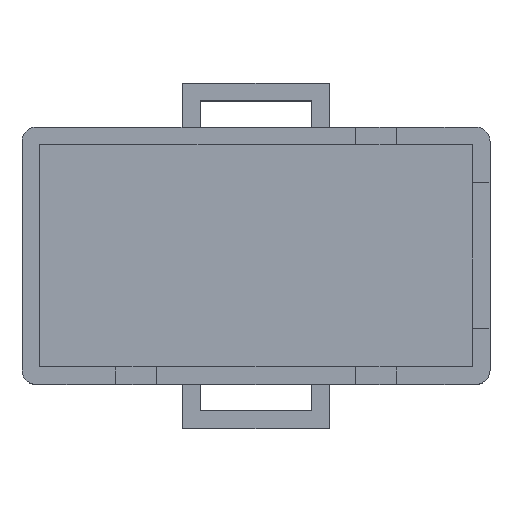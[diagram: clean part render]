
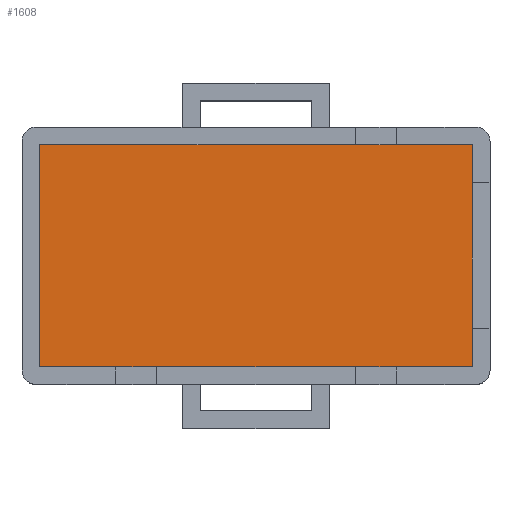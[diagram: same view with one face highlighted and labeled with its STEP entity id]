
A CAD part, top view. The second image highlights one B-rep face of the part: STEP entity #1608.
In plain terms, the highlighted planar face has unit normal (0, 0, 1).
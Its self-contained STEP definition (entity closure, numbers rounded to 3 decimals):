
#32=PLANE('',#1735);
#116=LINE('',#3365,#280);
#129=LINE('',#3391,#293);
#131=LINE('',#3395,#295);
#132=LINE('',#3398,#296);
#135=LINE('',#3402,#299);
#140=LINE('',#3413,#304);
#141=LINE('',#3415,#305);
#142=LINE('',#3416,#306);
#280=VECTOR('',#1945,10.);
#293=VECTOR('',#1966,10.);
#295=VECTOR('',#1970,10.);
#296=VECTOR('',#1973,10.);
#299=VECTOR('',#1976,10.);
#304=VECTOR('',#1983,10.);
#305=VECTOR('',#1984,10.);
#306=VECTOR('',#1985,10.);
#453=FACE_OUTER_BOUND('',#544,.T.);
#544=EDGE_LOOP('',(#1290,#1291,#1292,#1293,#1294,#1295,#1296,#1297));
#749=VERTEX_POINT('',#3362);
#750=VERTEX_POINT('',#3364);
#759=VERTEX_POINT('',#3389);
#760=VERTEX_POINT('',#3393);
#761=VERTEX_POINT('',#3397);
#762=VERTEX_POINT('',#3400);
#767=VERTEX_POINT('',#3412);
#768=VERTEX_POINT('',#3414);
#939=EDGE_CURVE('',#749,#750,#116,.T.);
#952=EDGE_CURVE('',#750,#759,#129,.T.);
#954=EDGE_CURVE('',#749,#760,#131,.T.);
#955=EDGE_CURVE('',#759,#761,#132,.T.);
#958=EDGE_CURVE('',#762,#760,#135,.T.);
#963=EDGE_CURVE('',#767,#762,#140,.T.);
#964=EDGE_CURVE('',#768,#767,#141,.T.);
#965=EDGE_CURVE('',#761,#768,#142,.T.);
#1290=ORIENTED_EDGE('',*,*,#958,.F.);
#1291=ORIENTED_EDGE('',*,*,#963,.F.);
#1292=ORIENTED_EDGE('',*,*,#964,.F.);
#1293=ORIENTED_EDGE('',*,*,#965,.F.);
#1294=ORIENTED_EDGE('',*,*,#955,.F.);
#1295=ORIENTED_EDGE('',*,*,#952,.F.);
#1296=ORIENTED_EDGE('',*,*,#939,.F.);
#1297=ORIENTED_EDGE('',*,*,#954,.T.);
#1608=ADVANCED_FACE('',(#453),#32,.T.);
#1735=AXIS2_PLACEMENT_3D('',#3411,#1981,#1982);
#1945=DIRECTION('',(0.,1.,0.));
#1966=DIRECTION('',(1.,0.,0.));
#1970=DIRECTION('',(1.,0.,0.));
#1973=DIRECTION('',(0.,1.,0.));
#1976=DIRECTION('',(0.,1.,0.));
#1981=DIRECTION('center_axis',(0.,0.,1.));
#1982=DIRECTION('ref_axis',(1.,0.,0.));
#1983=DIRECTION('',(-1.,0.,0.));
#1984=DIRECTION('',(0.,-1.,0.));
#1985=DIRECTION('',(1.,0.,0.));
#3362=CARTESIAN_POINT('',(-10.,-110.,6.));
#3364=CARTESIAN_POINT('',(-10.,-90.,6.));
#3365=CARTESIAN_POINT('',(-10.,-94.,6.));
#3389=CARTESIAN_POINT('',(-7.,-90.,6.));
#3391=CARTESIAN_POINT('',(-10.,-90.,6.));
#3393=CARTESIAN_POINT('',(-7.,-110.,6.));
#3395=CARTESIAN_POINT('',(-10.,-110.,6.));
#3397=CARTESIAN_POINT('',(-7.,-81.,6.));
#3398=CARTESIAN_POINT('',(-7.,-109.5,6.));
#3400=CARTESIAN_POINT('',(-7.,-119.,6.));
#3402=CARTESIAN_POINT('',(-7.,-109.5,6.));
#3411=CARTESIAN_POINT('Origin',(30.,-100.,6.));
#3412=CARTESIAN_POINT('',(67.,-119.,6.));
#3413=CARTESIAN_POINT('',(48.5,-119.,6.));
#3414=CARTESIAN_POINT('',(67.,-81.,6.));
#3415=CARTESIAN_POINT('',(67.,-90.5,6.));
#3416=CARTESIAN_POINT('',(11.5,-81.,6.));
